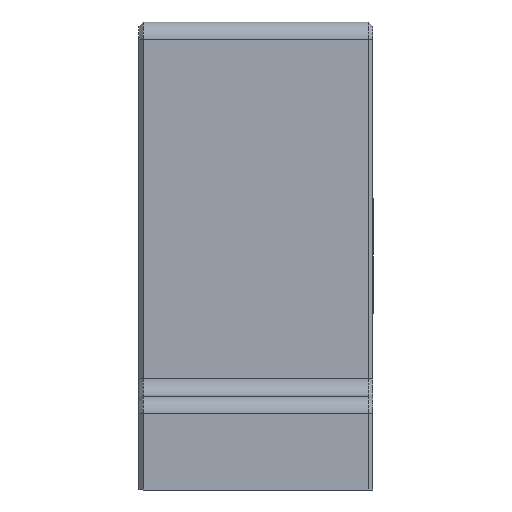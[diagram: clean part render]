
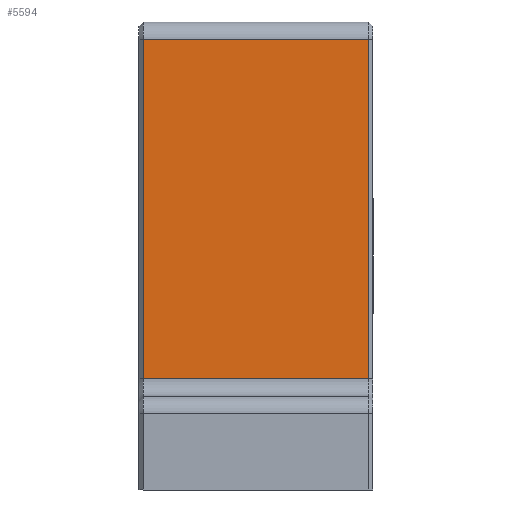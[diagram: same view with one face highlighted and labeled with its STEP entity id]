
A CAD part, front view. The second image highlights one B-rep face of the part: STEP entity #5594.
In plain terms, the highlighted planar face has unit normal (0, -1, 0).
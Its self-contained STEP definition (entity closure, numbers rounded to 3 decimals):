
#5333=CARTESIAN_POINT('',(19.3,-40.0,19.));
#5334=VERTEX_POINT('',#5333);
#5398=CARTESIAN_POINT('',(19.3,-40.,77.));
#5399=VERTEX_POINT('',#5398);
#5406=CARTESIAN_POINT('',(19.3,-40.,77.));
#5407=DIRECTION('',(0.0,0.0,-1.0));
#5408=VECTOR('',#5407,58.);
#5409=LINE('',#5406,#5408);
#5410=EDGE_CURVE('',#5399,#5334,#5409,.T.);
#5551=CARTESIAN_POINT('',(-19.3,-40.0,19.));
#5552=VERTEX_POINT('',#5551);
#5562=CARTESIAN_POINT('',(-19.3,-40.0,19.));
#5563=DIRECTION('',(1.0,0.0,0.0));
#5564=VECTOR('',#5563,38.6);
#5565=LINE('',#5562,#5564);
#5566=EDGE_CURVE('',#5552,#5334,#5565,.T.);
#5571=CARTESIAN_POINT('',(0.0,-40.,80.));
#5572=DIRECTION('',(0.0,1.0,0.0));
#5573=DIRECTION('',(0.0,0.0,1.0));
#5574=AXIS2_PLACEMENT_3D('',#5571,#5572,#5573);
#5575=PLANE('',#5574);
#5576=CARTESIAN_POINT('',(-19.3,-40.,77.));
#5577=VERTEX_POINT('',#5576);
#5578=CARTESIAN_POINT('',(-19.3,-40.,19.));
#5579=DIRECTION('',(0.0,0.0,1.0));
#5580=VECTOR('',#5579,58.);
#5581=LINE('',#5578,#5580);
#5582=EDGE_CURVE('',#5552,#5577,#5581,.T.);
#5583=ORIENTED_EDGE('',*,*,#5582,.F.);
#5584=ORIENTED_EDGE('',*,*,#5566,.T.);
#5585=ORIENTED_EDGE('',*,*,#5410,.F.);
#5586=CARTESIAN_POINT('',(19.3,-40.,77.));
#5587=DIRECTION('',(-1.0,0.0,0.0));
#5588=VECTOR('',#5587,38.6);
#5589=LINE('',#5586,#5588);
#5590=EDGE_CURVE('',#5399,#5577,#5589,.T.);
#5591=ORIENTED_EDGE('',*,*,#5590,.T.);
#5592=EDGE_LOOP('',(#5583,#5584,#5585,#5591));
#5593=FACE_OUTER_BOUND('',#5592,.T.);
#5594=ADVANCED_FACE('',(#5593),#5575,.F.);
